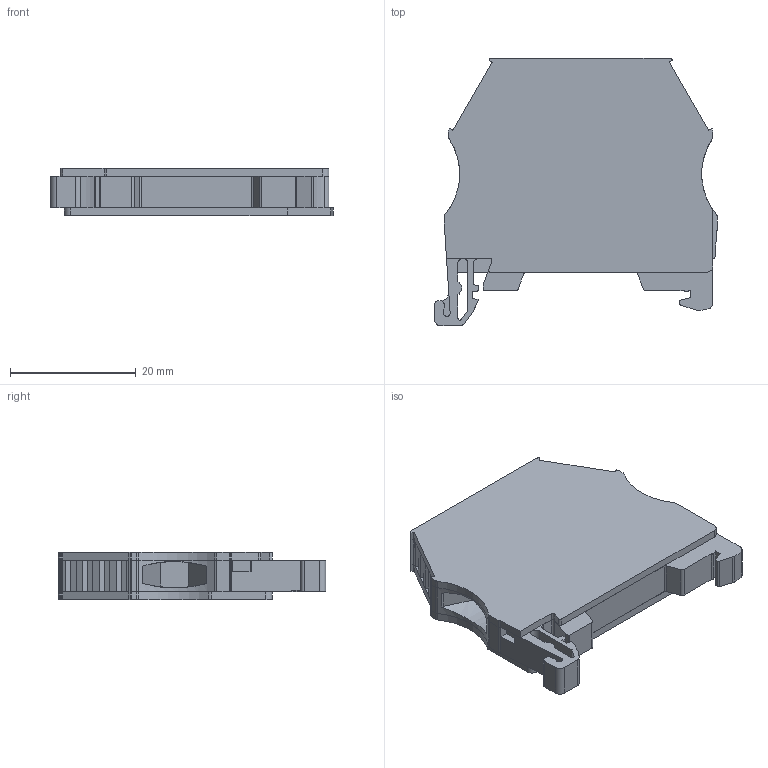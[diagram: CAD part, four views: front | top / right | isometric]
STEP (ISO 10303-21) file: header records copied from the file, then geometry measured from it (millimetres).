
FILE_DESCRIPTION(/* description */ (''),/* implementation_level */ '2;1');
FILE_NAME(/* name */ 'DR0004.step',/* time_stamp */ '2023-07-29T09:08:33-05:00',/* author */ (''),/* organization */ (''),/* preprocessor_version */ 'ST-DEVELOPER v19.2',/* originating_system */ 'Autodesk Translation Framework v12.6.0.85',/* authorisation */ '');
FILE_SCHEMA (('AUTOMOTIVE_DESIGN { 1 0 10303 214 3 1 1 }'));
Length unit declared in the file: millimetre
Products named in the file (3): DR0003; KN-T12BLK; KN-ECT6BLK
Assembly tree (3 placements, depth 2):
  DR0003
    KN-T12BLK
    KN-ECT6BLK  x2
Bounding box: 44.9 x 42.5 x 7.5 mm (x, y, z)
Volume: 9244.7 mm3; surface area: 10149.4 mm2
Topology: 3 solids, 3 shells, 301 faces, 831 edges, 552 vertices
Faces by surface type: plane 186, cylinder 109, bspline 6
Full cylindrical faces by diameter (mm): 0.75 x6, 2 x6, 4 x2
Entity records: 8273 total; most frequent: CARTESIAN_POINT 1496, ORIENTED_EDGE 1362, DIRECTION 1338, EDGE_CURVE 681, LINE 506, VECTOR 506, VERTEX_POINT 453, AXIS2_PLACEMENT_3D 416
